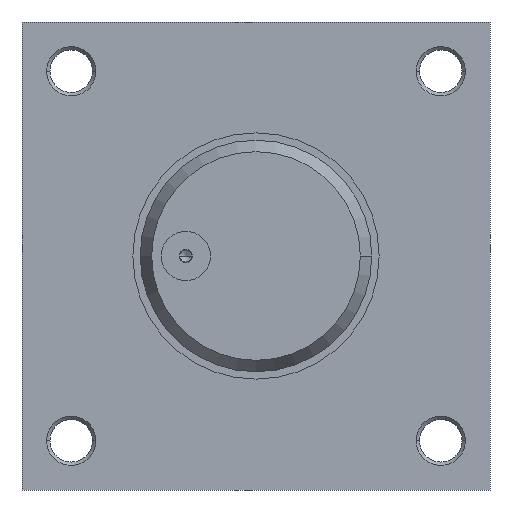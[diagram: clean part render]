
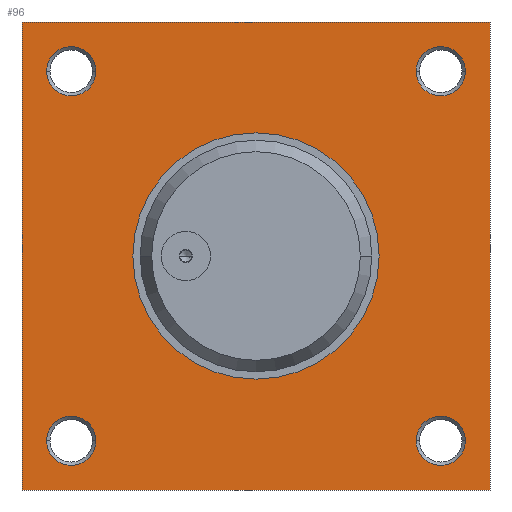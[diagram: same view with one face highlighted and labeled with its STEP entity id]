
A CAD part, left-side view. The second image highlights one B-rep face of the part: STEP entity #96.
In plain terms, the highlighted planar face has unit normal (-1, 0, 0).
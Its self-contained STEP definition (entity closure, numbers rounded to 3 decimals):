
#96=ADVANCED_FACE('',(#222,#223,#224,#225,#226,#227),#228,.F.);
#222=FACE_BOUND('',#375,.T.);
#223=FACE_BOUND('',#376,.T.);
#224=FACE_BOUND('',#377,.T.);
#225=FACE_BOUND('',#378,.T.);
#226=FACE_BOUND('',#379,.T.);
#227=FACE_OUTER_BOUND('',#380,.T.);
#228=PLANE('',#381);
#375=EDGE_LOOP('',(#784,#785));
#376=EDGE_LOOP('',(#786,#787));
#377=EDGE_LOOP('',(#788,#789));
#378=EDGE_LOOP('',(#790,#791));
#379=EDGE_LOOP('',(#792,#793));
#380=EDGE_LOOP('',(#794,#795,#796,#797));
#381=AXIS2_PLACEMENT_3D('',#798,#799,#800);
#784=ORIENTED_EDGE('',*,*,#995,.T.);
#785=ORIENTED_EDGE('',*,*,#1046,.T.);
#786=ORIENTED_EDGE('',*,*,#984,.T.);
#787=ORIENTED_EDGE('',*,*,#1048,.T.);
#788=ORIENTED_EDGE('',*,*,#973,.T.);
#789=ORIENTED_EDGE('',*,*,#1050,.T.);
#790=ORIENTED_EDGE('',*,*,#962,.T.);
#791=ORIENTED_EDGE('',*,*,#1052,.T.);
#792=ORIENTED_EDGE('',*,*,#1035,.T.);
#793=ORIENTED_EDGE('',*,*,#1003,.T.);
#794=ORIENTED_EDGE('',*,*,#1054,.T.);
#795=ORIENTED_EDGE('',*,*,#1055,.T.);
#796=ORIENTED_EDGE('',*,*,#1056,.T.);
#797=ORIENTED_EDGE('',*,*,#1057,.T.);
#798=CARTESIAN_POINT('',(-28.0,0.0,0.0));
#799=DIRECTION('',(1.0,0.0,0.));
#800=DIRECTION('',(0.,0.0,-1.0));
#962=EDGE_CURVE('',#1142,#1144,#1146,.T.);
#973=EDGE_CURVE('',#1161,#1163,#1165,.T.);
#984=EDGE_CURVE('',#1180,#1182,#1184,.T.);
#995=EDGE_CURVE('',#1199,#1201,#1203,.T.);
#1003=EDGE_CURVE('',#1211,#1215,#1217,.T.);
#1035=EDGE_CURVE('',#1215,#1211,#1268,.T.);
#1046=EDGE_CURVE('',#1201,#1199,#1283,.T.);
#1048=EDGE_CURVE('',#1182,#1180,#1285,.T.);
#1050=EDGE_CURVE('',#1163,#1161,#1287,.T.);
#1052=EDGE_CURVE('',#1144,#1142,#1289,.T.);
#1054=EDGE_CURVE('',#1291,#1292,#1293,.T.);
#1055=EDGE_CURVE('',#1292,#1294,#1295,.T.);
#1056=EDGE_CURVE('',#1294,#1296,#1297,.T.);
#1057=EDGE_CURVE('',#1296,#1291,#1298,.T.);
#1142=VERTEX_POINT('',#1395);
#1144=VERTEX_POINT('',#1398);
#1146=CIRCLE('',#1401,10.0);
#1161=VERTEX_POINT('',#1420);
#1163=VERTEX_POINT('',#1423);
#1165=CIRCLE('',#1426,10.0);
#1180=VERTEX_POINT('',#1445);
#1182=VERTEX_POINT('',#1448);
#1184=CIRCLE('',#1451,10.0);
#1199=VERTEX_POINT('',#1470);
#1201=VERTEX_POINT('',#1473);
#1203=CIRCLE('',#1476,10.0);
#1211=VERTEX_POINT('',#1486);
#1215=VERTEX_POINT('',#1491);
#1217=CIRCLE('',#1494,50.0);
#1268=CIRCLE('',#1557,50.0);
#1283=CIRCLE('',#1576,10.0);
#1285=CIRCLE('',#1578,10.0);
#1287=CIRCLE('',#1580,10.0);
#1289=CIRCLE('',#1582,10.0);
#1291=VERTEX_POINT('',#1584);
#1292=VERTEX_POINT('',#1585);
#1293=LINE('',#1586,#1587);
#1294=VERTEX_POINT('',#1588);
#1295=LINE('',#1589,#1590);
#1296=VERTEX_POINT('',#1591);
#1297=LINE('',#1592,#1593);
#1298=LINE('',#1594,#1595);
#1395=CARTESIAN_POINT('',(-28.0,-65.0,75.0));
#1398=CARTESIAN_POINT('',(-28.0,-85.0,75.0));
#1401=AXIS2_PLACEMENT_3D('',#1703,#1704,#1705);
#1420=CARTESIAN_POINT('',(-28.0,85.0,75.0));
#1423=CARTESIAN_POINT('',(-28.0,65.0,75.0));
#1426=AXIS2_PLACEMENT_3D('',#1724,#1725,#1726);
#1445=CARTESIAN_POINT('',(-28.0,-65.0,-75.0));
#1448=CARTESIAN_POINT('',(-28.0,-85.0,-75.0));
#1451=AXIS2_PLACEMENT_3D('',#1745,#1746,#1747);
#1470=CARTESIAN_POINT('',(-28.0,85.0,-75.0));
#1473=CARTESIAN_POINT('',(-28.0,65.0,-75.0));
#1476=AXIS2_PLACEMENT_3D('',#1766,#1767,#1768);
#1486=CARTESIAN_POINT('',(-28.0,0.,-50.0));
#1491=CARTESIAN_POINT('',(-28.0,0.,50.0));
#1494=AXIS2_PLACEMENT_3D('',#1782,#1783,#1784);
#1557=AXIS2_PLACEMENT_3D('',#1854,#1855,#1856);
#1576=AXIS2_PLACEMENT_3D('',#1879,#1880,#1881);
#1578=AXIS2_PLACEMENT_3D('',#1885,#1886,#1887);
#1580=AXIS2_PLACEMENT_3D('',#1891,#1892,#1893);
#1582=AXIS2_PLACEMENT_3D('',#1897,#1898,#1899);
#1584=CARTESIAN_POINT('',(-28.0,95.0,-95.0));
#1585=CARTESIAN_POINT('',(-28.0,-95.0,-95.0));
#1586=CARTESIAN_POINT('',(-28.0,0.0,-95.0));
#1587=VECTOR('',#1903,1.0);
#1588=CARTESIAN_POINT('',(-28.0,-95.0,95.0));
#1589=CARTESIAN_POINT('',(-28.0,-95.0,0.0));
#1590=VECTOR('',#1904,1.0);
#1591=CARTESIAN_POINT('',(-28.0,95.0,95.0));
#1592=CARTESIAN_POINT('',(-28.0,0.0,95.0));
#1593=VECTOR('',#1905,1.0);
#1594=CARTESIAN_POINT('',(-28.0,95.0,0.0));
#1595=VECTOR('',#1906,1.0);
#1703=CARTESIAN_POINT('',(-28.0,-75.0,75.0));
#1704=DIRECTION('',(1.0,-0.0,0.));
#1705=DIRECTION('',(0.0,1.0,0.0));
#1724=CARTESIAN_POINT('',(-28.0,75.0,75.0));
#1725=DIRECTION('',(1.0,-0.0,0.));
#1726=DIRECTION('',(0.0,1.0,0.0));
#1745=CARTESIAN_POINT('',(-28.0,-75.0,-75.0));
#1746=DIRECTION('',(1.0,-0.0,0.));
#1747=DIRECTION('',(0.0,1.0,0.0));
#1766=CARTESIAN_POINT('',(-28.0,75.0,-75.0));
#1767=DIRECTION('',(1.0,-0.0,0.));
#1768=DIRECTION('',(0.0,1.0,0.0));
#1782=CARTESIAN_POINT('',(-28.0,0.0,0.0));
#1783=DIRECTION('',(1.0,0.0,0.));
#1784=DIRECTION('',(0.,0.0,-1.0));
#1854=CARTESIAN_POINT('',(-28.0,0.0,0.0));
#1855=DIRECTION('',(1.0,0.0,0.));
#1856=DIRECTION('',(0.,0.0,-1.0));
#1879=CARTESIAN_POINT('',(-28.0,75.0,-75.0));
#1880=DIRECTION('',(1.0,-0.0,0.));
#1881=DIRECTION('',(0.0,1.0,0.0));
#1885=CARTESIAN_POINT('',(-28.0,-75.0,-75.0));
#1886=DIRECTION('',(1.0,-0.0,0.));
#1887=DIRECTION('',(0.0,1.0,0.0));
#1891=CARTESIAN_POINT('',(-28.0,75.0,75.0));
#1892=DIRECTION('',(1.0,-0.0,0.));
#1893=DIRECTION('',(0.0,1.0,0.0));
#1897=CARTESIAN_POINT('',(-28.0,-75.0,75.0));
#1898=DIRECTION('',(1.0,-0.0,0.));
#1899=DIRECTION('',(0.0,1.0,0.0));
#1903=DIRECTION('',(0.0,-1.0,0.0));
#1904=DIRECTION('',(0.,0.0,1.0));
#1905=DIRECTION('',(0.0,1.0,0.0));
#1906=DIRECTION('',(0.,0.0,-1.0));
